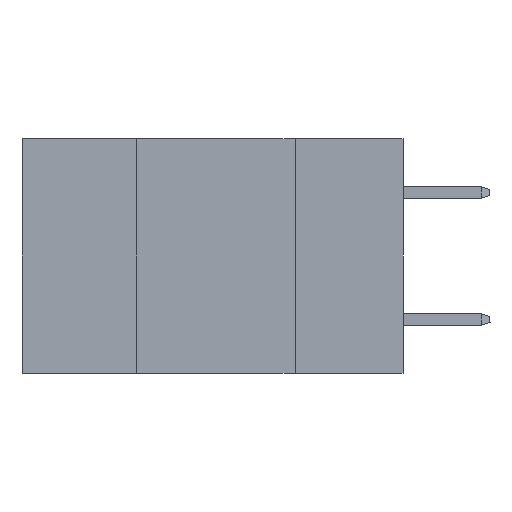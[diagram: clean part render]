
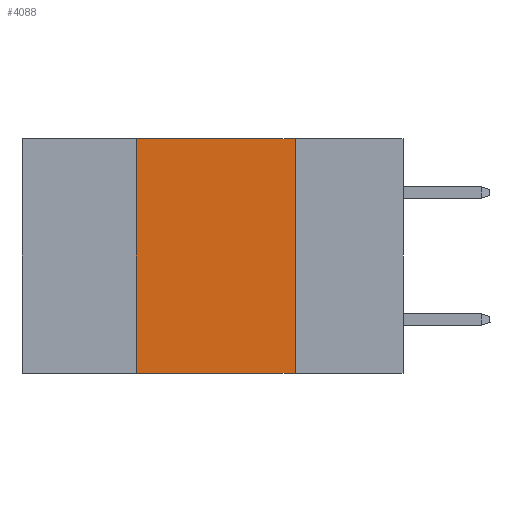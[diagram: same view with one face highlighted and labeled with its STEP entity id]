
A CAD part, left-side view. The second image highlights one B-rep face of the part: STEP entity #4088.
In plain terms, the highlighted planar face has unit normal (-1, 0, 0).
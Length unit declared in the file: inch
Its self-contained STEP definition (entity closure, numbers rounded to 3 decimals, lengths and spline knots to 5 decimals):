
#1661 = CARTESIAN_POINT ( 'NONE',  ( 0., 0.6, 0. ) ) ;
#1841 = EDGE_CURVE ( 'NONE', #10780, #6438, #13172, .T. ) ;
#2405 = VERTEX_POINT ( 'NONE', #9951 ) ;
#2427 = CARTESIAN_POINT ( 'NONE',  ( 0., 0.17, 0. ) ) ;
#3165 = AXIS2_PLACEMENT_3D ( 'NONE', #1661, #15353, #16505 ) ;
#3304 = LINE ( 'NONE', #7315, #7088 ) ;
#3606 = CARTESIAN_POINT ( 'NONE',  ( 0., 0.17, 0. ) ) ;
#4088 = ADVANCED_FACE ( 'NONE', ( #7165 ), #13785, .F. ) ;
#5066 = VECTOR ( 'NONE', #16140, 39.37008 ) ;
#5256 = CARTESIAN_POINT ( 'NONE',  ( 0., 0.6, -0.37 ) ) ;
#5540 = ORIENTED_EDGE ( 'NONE', *, *, #7369, .T. ) ;
#6364 = DIRECTION ( 'NONE',  ( 0., 0., -1. ) ) ;
#6438 = VERTEX_POINT ( 'NONE', #14967 ) ;
#6493 = DIRECTION ( 'NONE',  ( 0., -1., 0. ) ) ;
#6539 = CARTESIAN_POINT ( 'NONE',  ( 0., 0.6, 0. ) ) ;
#6656 = CARTESIAN_POINT ( 'NONE',  ( 0., 0.42, 0. ) ) ;
#7088 = VECTOR ( 'NONE', #15595, 39.37008 ) ;
#7165 = FACE_OUTER_BOUND ( 'NONE', #12763, .T. ) ;
#7254 = VECTOR ( 'NONE', #6364, 39.37008 ) ;
#7315 = CARTESIAN_POINT ( 'NONE',  ( 0., 0.42, 0. ) ) ;
#7369 = EDGE_CURVE ( 'NONE', #2405, #6438, #7996, .T. ) ;
#7886 = ORIENTED_EDGE ( 'NONE', *, *, #15992, .F. ) ;
#7996 = LINE ( 'NONE', #5256, #16050 ) ;
#8204 = EDGE_CURVE ( 'NONE', #2405, #12221, #3304, .T. ) ;
#8478 = ORIENTED_EDGE ( 'NONE', *, *, #1841, .F. ) ;
#9951 = CARTESIAN_POINT ( 'NONE',  ( 0., 0.42, -0.37 ) ) ;
#10780 = VERTEX_POINT ( 'NONE', #2427 ) ;
#12093 = LINE ( 'NONE', #6539, #5066 ) ;
#12221 = VERTEX_POINT ( 'NONE', #6656 ) ;
#12763 = EDGE_LOOP ( 'NONE', ( #8478, #7886, #12920, #5540 ) ) ;
#12920 = ORIENTED_EDGE ( 'NONE', *, *, #8204, .F. ) ;
#13172 = LINE ( 'NONE', #3606, #7254 ) ;
#13785 = PLANE ( 'NONE',  #3165 ) ;
#14967 = CARTESIAN_POINT ( 'NONE',  ( 0., 0.17, -0.37 ) ) ;
#15353 = DIRECTION ( 'NONE',  ( 1., 0., 0. ) ) ;
#15595 = DIRECTION ( 'NONE',  ( 0., 0., 1. ) ) ;
#15992 = EDGE_CURVE ( 'NONE', #12221, #10780, #12093, .T. ) ;
#16050 = VECTOR ( 'NONE', #6493, 39.37008 ) ;
#16140 = DIRECTION ( 'NONE',  ( 0., -1., 0. ) ) ;
#16505 = DIRECTION ( 'NONE',  ( 0., 0., -1. ) ) ;
